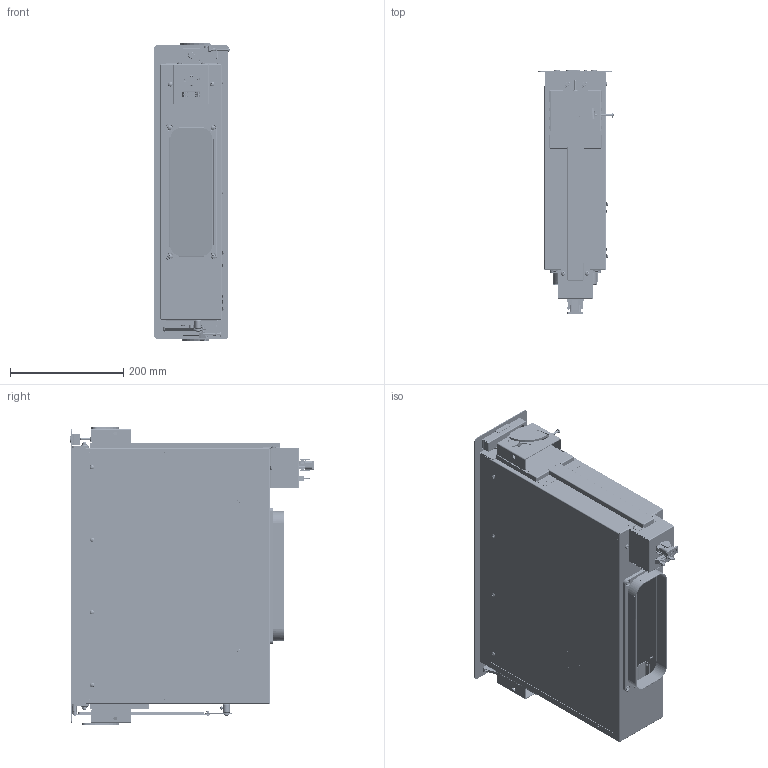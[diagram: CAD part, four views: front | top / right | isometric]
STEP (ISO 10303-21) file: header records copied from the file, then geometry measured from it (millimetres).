
FILE_DESCRIPTION (( 'STEP AP214' ), '1' );
FILE_NAME ('_Sdd17_2016-.STEP', '2017-05-29T11:57:07', ( 'sirius' ), ( '' ), 'SwSTEP 2.0', 'SolidWorks 2016', '' );
FILE_SCHEMA (( 'AUTOMOTIVE_DESIGN' ));
Length unit declared in the file: millimetre
Products named in the file (1): _Sdd17_2016-
Bounding box: 132.58 x 429.32 x 527.5 mm (x, y, z)
Volume: 2475701.5 mm3; surface area: 1916174.5 mm2
Topology: 125 solids, 125 shells, 5624 faces, 14151 edges, 8901 vertices
Faces by surface type: plane 2766, cylinder 1742, cone 372, bspline 346, torus 278, sphere 120
Entity records: 263892 total; most frequent: CARTESIAN_POINT 66983, ORIENTED_EDGE 28094, DIRECTION 27260, EDGE_CURVE 14047, AXIS2_PLACEMENT_3D 9649, VERTEX_POINT 8901, LINE 7962, VECTOR 7962
